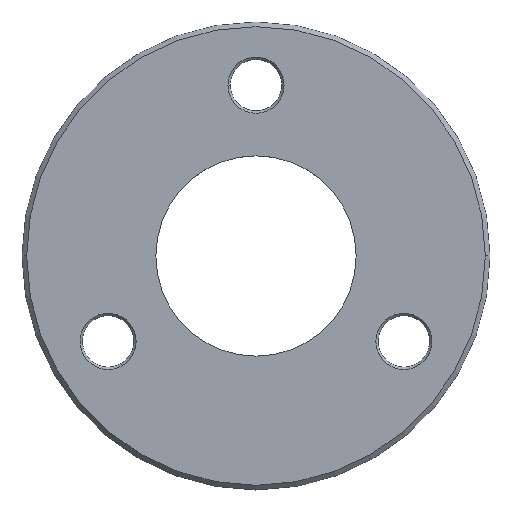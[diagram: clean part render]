
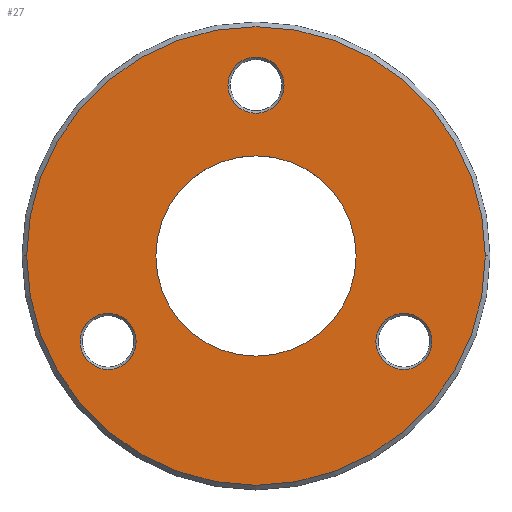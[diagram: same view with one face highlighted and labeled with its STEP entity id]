
A CAD part, top view. The second image highlights one B-rep face of the part: STEP entity #27.
In plain terms, the highlighted planar face has unit normal (0, 0, 1).
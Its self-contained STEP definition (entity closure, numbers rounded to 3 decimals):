
#13 = VERTEX_POINT ( 'NONE', #540 ) ;
#19 = CARTESIAN_POINT ( 'NONE',  ( -31.61, -18.25, 6. ) ) ;
#21 = CARTESIAN_POINT ( 'NONE',  ( -34.61, -13.054, 6. ) ) ;
#27 = ADVANCED_FACE ( 'NONE', ( #283, #160, #148, #404, #83 ), #275, .T. ) ;
#40 = DIRECTION ( 'NONE',  ( 1., 0., 0. ) ) ;
#48 = DIRECTION ( 'NONE',  ( 0., 0., 1. ) ) ;
#50 = CARTESIAN_POINT ( 'NONE',  ( 6., 36.5, 6. ) ) ;
#55 = AXIS2_PLACEMENT_3D ( 'NONE', #487, #244, #490 ) ;
#56 = DIRECTION ( 'NONE',  ( 0., 0., -1. ) ) ;
#58 = VERTEX_POINT ( 'NONE', #21 ) ;
#69 = CARTESIAN_POINT ( 'NONE',  ( 0., 0., 6. ) ) ;
#75 = EDGE_LOOP ( 'NONE', ( #347, #129 ) ) ;
#83 = FACE_BOUND ( 'NONE', #286, .T. ) ;
#95 = CARTESIAN_POINT ( 'NONE',  ( 0., 0., 6. ) ) ;
#107 = CIRCLE ( 'NONE', #534, 6. ) ;
#108 = AXIS2_PLACEMENT_3D ( 'NONE', #69, #151, #456 ) ;
#110 = EDGE_CURVE ( 'NONE', #13, #469, #463, .T. ) ;
#113 = AXIS2_PLACEMENT_3D ( 'NONE', #756, #310, #804 ) ;
#128 = EDGE_CURVE ( 'NONE', #627, #544, #309, .T. ) ;
#129 = ORIENTED_EDGE ( 'NONE', *, *, #230, .T. ) ;
#138 = CIRCLE ( 'NONE', #605, 6. ) ;
#148 = FACE_OUTER_BOUND ( 'NONE', #75, .T. ) ;
#150 = AXIS2_PLACEMENT_3D ( 'NONE', #777, #338, #773 ) ;
#151 = DIRECTION ( 'NONE',  ( 0., 0., 1. ) ) ;
#160 = FACE_BOUND ( 'NONE', #473, .T. ) ;
#170 = EDGE_CURVE ( 'NONE', #544, #627, #138, .T. ) ;
#181 = AXIS2_PLACEMENT_3D ( 'NONE', #185, #572, #509 ) ;
#185 = CARTESIAN_POINT ( 'NONE',  ( -31.61, -18.25, 6. ) ) ;
#188 = VERTEX_POINT ( 'NONE', #623 ) ;
#193 = CIRCLE ( 'NONE', #150, 6. ) ;
#197 = ORIENTED_EDGE ( 'NONE', *, *, #789, .T. ) ;
#204 = ORIENTED_EDGE ( 'NONE', *, *, #803, .F. ) ;
#208 = AXIS2_PLACEMENT_3D ( 'NONE', #684, #798, #433 ) ;
#227 = AXIS2_PLACEMENT_3D ( 'NONE', #245, #498, #437 ) ;
#230 = EDGE_CURVE ( 'NONE', #387, #269, #234, .T. ) ;
#234 = CIRCLE ( 'NONE', #821, 49. ) ;
#240 = CARTESIAN_POINT ( 'NONE',  ( 0., 0., 6. ) ) ;
#244 = DIRECTION ( 'NONE',  ( 0., 0., -1. ) ) ;
#245 = CARTESIAN_POINT ( 'NONE',  ( 0., 0., 6. ) ) ;
#260 = CIRCLE ( 'NONE', #108, 21.4 ) ;
#269 = VERTEX_POINT ( 'NONE', #651 ) ;
#274 = ORIENTED_EDGE ( 'NONE', *, *, #318, .F. ) ;
#275 = PLANE ( 'NONE',  #546 ) ;
#282 = ORIENTED_EDGE ( 'NONE', *, *, #128, .T. ) ;
#283 = FACE_BOUND ( 'NONE', #752, .T. ) ;
#286 = EDGE_LOOP ( 'NONE', ( #790, #197 ) ) ;
#292 = EDGE_CURVE ( 'NONE', #469, #13, #193, .T. ) ;
#309 = CIRCLE ( 'NONE', #55, 6. ) ;
#310 = DIRECTION ( 'NONE',  ( 0., 0., 1. ) ) ;
#318 = EDGE_CURVE ( 'NONE', #569, #188, #260, .T. ) ;
#338 = DIRECTION ( 'NONE',  ( 0., 0., -1. ) ) ;
#345 = CARTESIAN_POINT ( 'NONE',  ( -28.61, -23.446, 6. ) ) ;
#347 = ORIENTED_EDGE ( 'NONE', *, *, #743, .T. ) ;
#375 = EDGE_CURVE ( 'NONE', #58, #475, #107, .T. ) ;
#387 = VERTEX_POINT ( 'NONE', #520 ) ;
#404 = FACE_BOUND ( 'NONE', #535, .T. ) ;
#427 = CARTESIAN_POINT ( 'NONE',  ( -6., 36.5, 6. ) ) ;
#433 = DIRECTION ( 'NONE',  ( -0.5, -0.866, 0. ) ) ;
#437 = DIRECTION ( 'NONE',  ( 1., 0., 0. ) ) ;
#456 = DIRECTION ( 'NONE',  ( 1., 0., 0. ) ) ;
#463 = CIRCLE ( 'NONE', #208, 6. ) ;
#469 = VERTEX_POINT ( 'NONE', #537 ) ;
#473 = EDGE_LOOP ( 'NONE', ( #282, #586 ) ) ;
#475 = VERTEX_POINT ( 'NONE', #345 ) ;
#479 = CIRCLE ( 'NONE', #113, 21.4 ) ;
#487 = CARTESIAN_POINT ( 'NONE',  ( 0., 36.5, 6. ) ) ;
#490 = DIRECTION ( 'NONE',  ( 1., 0., 0. ) ) ;
#498 = DIRECTION ( 'NONE',  ( 0., 0., 1. ) ) ;
#509 = DIRECTION ( 'NONE',  ( -0.5, 0.866, 0. ) ) ;
#520 = CARTESIAN_POINT ( 'NONE',  ( 49., 0., 6. ) ) ;
#534 = AXIS2_PLACEMENT_3D ( 'NONE', #19, #56, #810 ) ;
#535 = EDGE_LOOP ( 'NONE', ( #204, #274 ) ) ;
#537 = CARTESIAN_POINT ( 'NONE',  ( 34.61, -13.054, 6. ) ) ;
#540 = CARTESIAN_POINT ( 'NONE',  ( 28.61, -23.446, 6. ) ) ;
#544 = VERTEX_POINT ( 'NONE', #427 ) ;
#546 = AXIS2_PLACEMENT_3D ( 'NONE', #95, #775, #654 ) ;
#552 = DIRECTION ( 'NONE',  ( 0., 0., -1. ) ) ;
#569 = VERTEX_POINT ( 'NONE', #740 ) ;
#572 = DIRECTION ( 'NONE',  ( 0., 0., -1. ) ) ;
#581 = CIRCLE ( 'NONE', #227, 49. ) ;
#586 = ORIENTED_EDGE ( 'NONE', *, *, #170, .T. ) ;
#605 = AXIS2_PLACEMENT_3D ( 'NONE', #626, #552, #40 ) ;
#610 = ORIENTED_EDGE ( 'NONE', *, *, #292, .T. ) ;
#623 = CARTESIAN_POINT ( 'NONE',  ( -21.4, 0., 6. ) ) ;
#626 = CARTESIAN_POINT ( 'NONE',  ( 0., 36.5, 6. ) ) ;
#627 = VERTEX_POINT ( 'NONE', #50 ) ;
#651 = CARTESIAN_POINT ( 'NONE',  ( -49., 0., 6. ) ) ;
#654 = DIRECTION ( 'NONE',  ( 1., 0., 0. ) ) ;
#679 = CIRCLE ( 'NONE', #181, 6. ) ;
#684 = CARTESIAN_POINT ( 'NONE',  ( 31.61, -18.25, 6. ) ) ;
#694 = ORIENTED_EDGE ( 'NONE', *, *, #110, .T. ) ;
#740 = CARTESIAN_POINT ( 'NONE',  ( 21.4, 0., 6. ) ) ;
#741 = DIRECTION ( 'NONE',  ( 1., 0., 0. ) ) ;
#743 = EDGE_CURVE ( 'NONE', #269, #387, #581, .T. ) ;
#752 = EDGE_LOOP ( 'NONE', ( #694, #610 ) ) ;
#756 = CARTESIAN_POINT ( 'NONE',  ( 0., 0., 6. ) ) ;
#773 = DIRECTION ( 'NONE',  ( -0.5, -0.866, 0. ) ) ;
#775 = DIRECTION ( 'NONE',  ( 0., 0., 1. ) ) ;
#777 = CARTESIAN_POINT ( 'NONE',  ( 31.61, -18.25, 6. ) ) ;
#789 = EDGE_CURVE ( 'NONE', #475, #58, #679, .T. ) ;
#790 = ORIENTED_EDGE ( 'NONE', *, *, #375, .T. ) ;
#798 = DIRECTION ( 'NONE',  ( 0., 0., -1. ) ) ;
#803 = EDGE_CURVE ( 'NONE', #188, #569, #479, .T. ) ;
#804 = DIRECTION ( 'NONE',  ( 1., 0., 0. ) ) ;
#810 = DIRECTION ( 'NONE',  ( -0.5, 0.866, 0. ) ) ;
#821 = AXIS2_PLACEMENT_3D ( 'NONE', #240, #48, #741 ) ;
